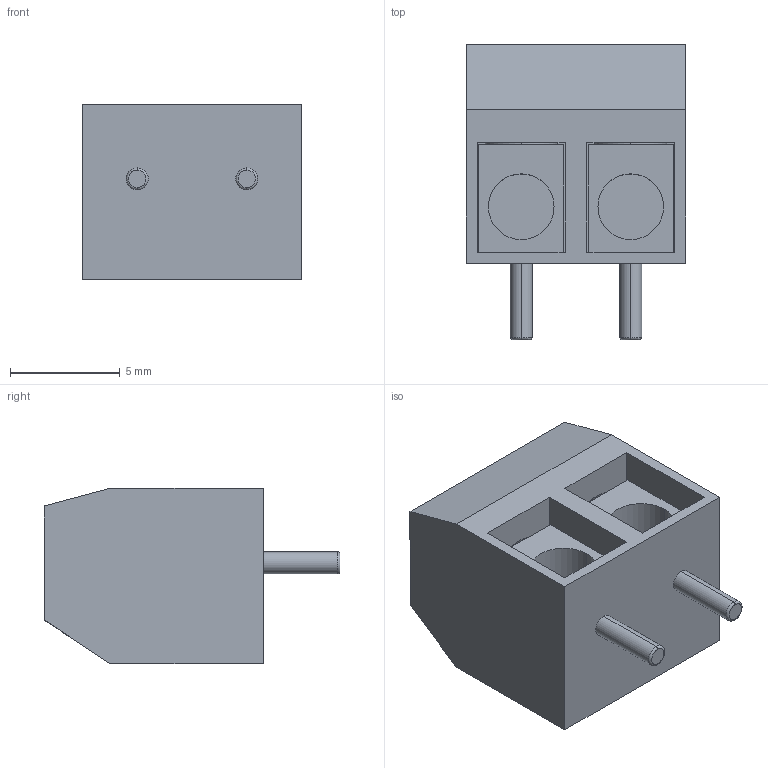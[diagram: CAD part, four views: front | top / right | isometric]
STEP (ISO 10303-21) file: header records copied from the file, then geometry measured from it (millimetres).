
FILE_DESCRIPTION (( 'STEP AP214' ), '1' );
FILE_NAME ('User Library-TB2.STEP', '2013-03-06T10:14:19', ( 'Windows User' ), ( '' ), 'SwSTEP 2.0', 'SolidWorks 2013', '' );
FILE_SCHEMA (( 'AUTOMOTIVE_DESIGN' ));
Length unit declared in the file: millimetre
Products named in the file (3): User Library-TB2_TB_case_1; User Library-TB2; User Library-TB2_TB_screw_1
Assembly tree (3 placements, depth 2):
  User Library-TB2
    User Library-TB2_TB_case_1
    User Library-TB2_TB_screw_1  x2
Bounding box: 10 x 13.5 x 8 mm (x, y, z)
Volume: 533.6 mm3; surface area: 1178.1 mm2
Topology: 3 solids, 3 shells, 83 faces, 208 edges, 136 vertices
Faces by surface type: plane 47, cylinder 24, bspline 12
Entity records: 2871 total; most frequent: CARTESIAN_POINT 529, ORIENTED_EDGE 324, DIRECTION 320, EDGE_CURVE 162, AXIS2_PLACEMENT_3D 113, VERTEX_POINT 106, VECTOR 94, LINE 94
